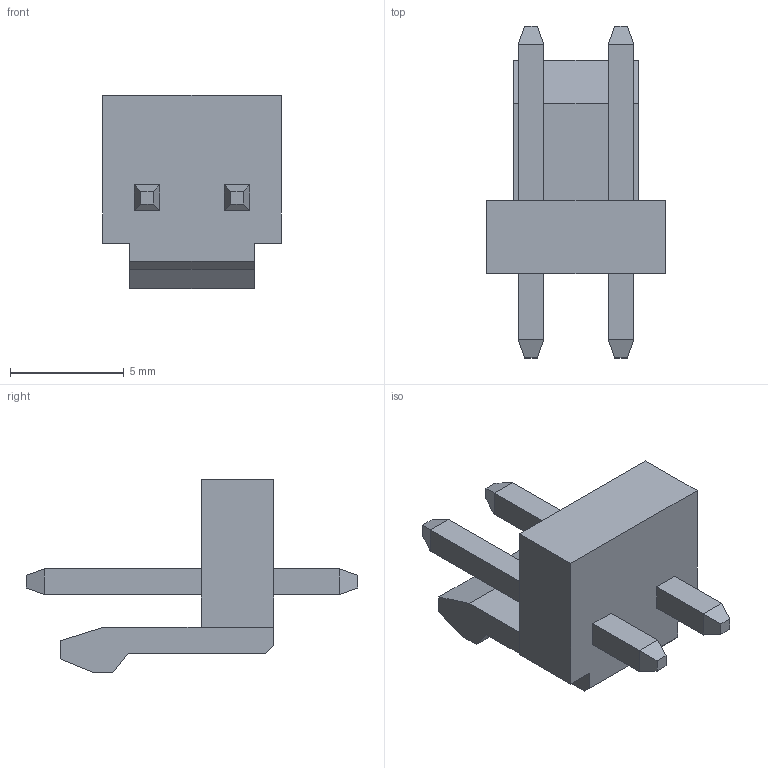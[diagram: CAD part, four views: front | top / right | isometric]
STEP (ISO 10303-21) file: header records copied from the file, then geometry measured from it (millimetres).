
FILE_DESCRIPTION (( 'STEP AP214' ), '1' );
FILE_NAME ('B2P-VH(LF)(SN).STEP', '2025-03-27T12:19:55', ( 'LENOVO' ), ( '' ), 'SwSTEP 2.0', 'SolidWorks 2021', '' );
FILE_SCHEMA (( 'AUTOMOTIVE_DESIGN' ));
Length unit declared in the file: millimetre
Products named in the file (2): B2P-VH(LF)(SN)_B2P-VH(LF)(SN); B2P-VH(LF)(SN)
Assembly tree (1 placements, depth 2):
  B2P-VH(LF)(SN)
    B2P-VH(LF)(SN)_B2P-VH(LF)(SN)
Bounding box: 7.86 x 14.6 x 8.5 mm (x, y, z)
Volume: 256.8 mm3; surface area: 454 mm2
Topology: 3 solids, 3 shells, 53 faces, 123 edges, 76 vertices
Faces by surface type: plane 53
Entity records: 1545 total; most frequent: CARTESIAN_POINT 256, ORIENTED_EDGE 246, DIRECTION 237, EDGE_CURVE 123, VECTOR 123, LINE 123, VERTEX_POINT 76, AXIS2_PLACEMENT_3D 57
